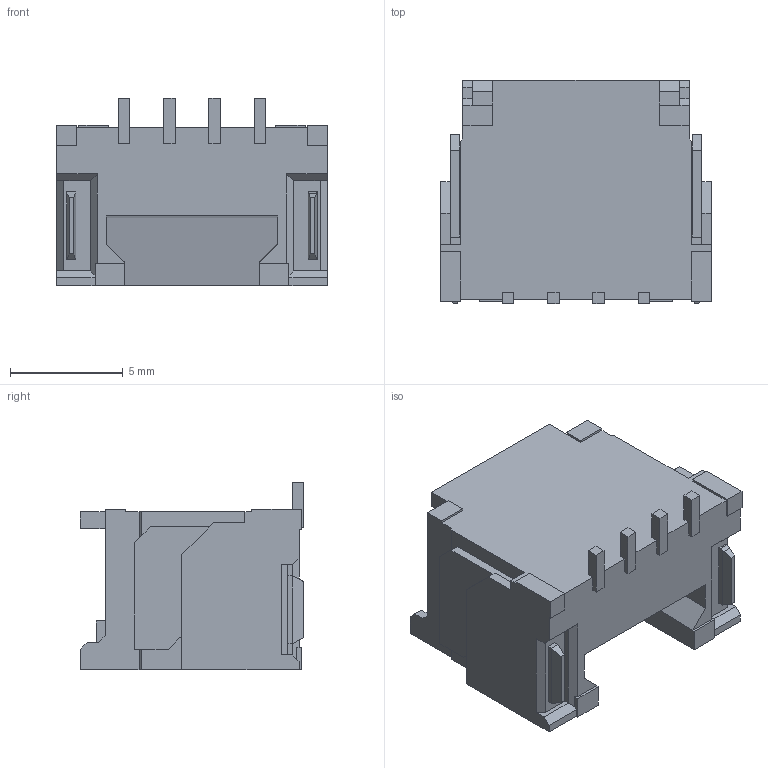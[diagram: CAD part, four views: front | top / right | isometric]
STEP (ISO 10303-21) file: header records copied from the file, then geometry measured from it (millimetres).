
FILE_DESCRIPTION((''),'2;1');
FILE_NAME('2059710041','2021-02-08T',('gga'),(''),'PRO/ENGINEER BY PARAMETRIC TECHNOLOGY CORPORATION, 2016010','PRO/ENGINEER BY PARAMETRIC TECHNOLOGY CORPORATION, 2016010','');
FILE_SCHEMA(('CONFIG_CONTROL_DESIGN'));
Length unit declared in the file: millimetre
Products named in the file (1): 2059710041
Bounding box: 12 x 9.9 x 8.31 mm (x, y, z)
Volume: 390.6 mm3; surface area: 861.7 mm2
Topology: 1 solids, 17 shells, 463 faces, 1242 edges, 816 vertices
Faces by surface type: plane 438, cylinder 25
Entity records: 14143 total; most frequent: CARTESIAN_POINT 2594, ORIENTED_EDGE 2436, DIRECTION 2170, EDGE_CURVE 1218, VECTOR 1190, LINE 1190, VERTEX_POINT 792, AXIS2_PLACEMENT_3D 490
